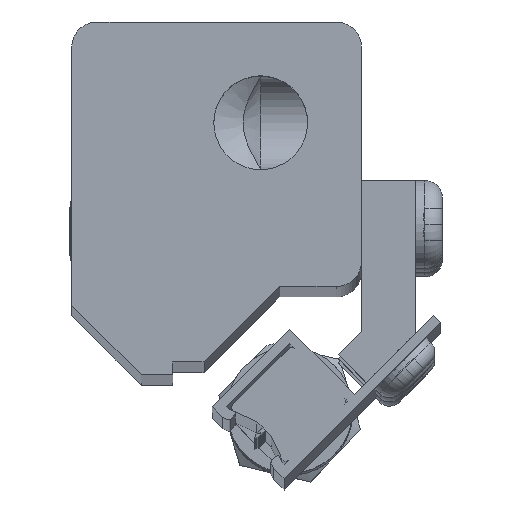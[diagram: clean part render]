
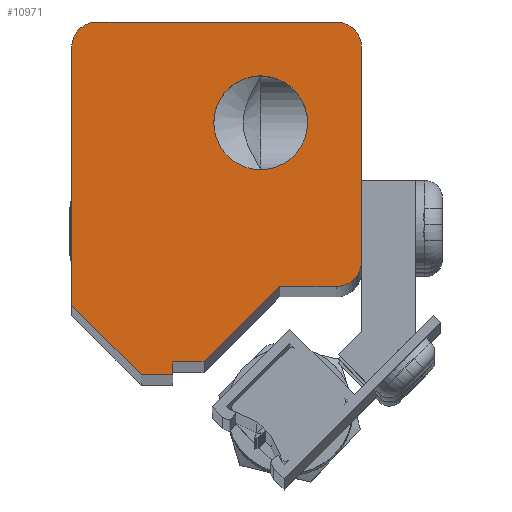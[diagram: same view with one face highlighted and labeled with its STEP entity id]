
A CAD part, top view. The second image highlights one B-rep face of the part: STEP entity #10971.
In plain terms, the highlighted planar face has unit normal (0, 0, 1).
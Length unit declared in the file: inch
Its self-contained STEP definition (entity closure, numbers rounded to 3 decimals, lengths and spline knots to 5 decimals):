
#674=FACE_BOUND('',#1862,.T.);
#1107=FACE_OUTER_BOUND('',#1861,.T.);
#1861=EDGE_LOOP('',(#8177,#8178,#8179,#8180,#8181,#8182,#8183,#8184,#8185,
#8186,#8187,#8188));
#1862=EDGE_LOOP('',(#8189));
#2490=CIRCLE('',#11950,0.125);
#2491=CIRCLE('',#11951,0.125);
#2492=CIRCLE('',#11952,0.125);
#2493=CIRCLE('',#11953,0.233);
#3142=LINE('',#17691,#3864);
#3143=LINE('',#17693,#3865);
#3144=LINE('',#17697,#3866);
#3145=LINE('',#17701,#3867);
#3146=LINE('',#17705,#3868);
#3147=LINE('',#17707,#3869);
#3148=LINE('',#17709,#3870);
#3149=LINE('',#17711,#3871);
#3150=LINE('',#17712,#3872);
#3864=VECTOR('',#14197,0.3937);
#3865=VECTOR('',#14198,0.3937);
#3866=VECTOR('',#14201,0.3937);
#3867=VECTOR('',#14204,0.3937);
#3868=VECTOR('',#14207,0.3937);
#3869=VECTOR('',#14208,0.3937);
#3870=VECTOR('',#14209,0.3937);
#3871=VECTOR('',#14210,0.3937);
#3872=VECTOR('',#14211,0.3937);
#4703=VERTEX_POINT('',#17689);
#4704=VERTEX_POINT('',#17690);
#4705=VERTEX_POINT('',#17692);
#4706=VERTEX_POINT('',#17694);
#4707=VERTEX_POINT('',#17696);
#4708=VERTEX_POINT('',#17698);
#4709=VERTEX_POINT('',#17700);
#4710=VERTEX_POINT('',#17702);
#4711=VERTEX_POINT('',#17704);
#4712=VERTEX_POINT('',#17706);
#4713=VERTEX_POINT('',#17708);
#4714=VERTEX_POINT('',#17710);
#4715=VERTEX_POINT('',#17713);
#5950=EDGE_CURVE('',#4703,#4704,#3142,.T.);
#5951=EDGE_CURVE('',#4705,#4703,#3143,.T.);
#5952=EDGE_CURVE('',#4706,#4705,#2490,.T.);
#5953=EDGE_CURVE('',#4707,#4706,#3144,.T.);
#5954=EDGE_CURVE('',#4708,#4707,#2491,.T.);
#5955=EDGE_CURVE('',#4709,#4708,#3145,.T.);
#5956=EDGE_CURVE('',#4710,#4709,#2492,.T.);
#5957=EDGE_CURVE('',#4711,#4710,#3146,.T.);
#5958=EDGE_CURVE('',#4712,#4711,#3147,.T.);
#5959=EDGE_CURVE('',#4713,#4712,#3148,.T.);
#5960=EDGE_CURVE('',#4714,#4713,#3149,.T.);
#5961=EDGE_CURVE('',#4704,#4714,#3150,.T.);
#5962=EDGE_CURVE('',#4715,#4715,#2493,.T.);
#8177=ORIENTED_EDGE('',*,*,#5950,.F.);
#8178=ORIENTED_EDGE('',*,*,#5951,.F.);
#8179=ORIENTED_EDGE('',*,*,#5952,.F.);
#8180=ORIENTED_EDGE('',*,*,#5953,.F.);
#8181=ORIENTED_EDGE('',*,*,#5954,.F.);
#8182=ORIENTED_EDGE('',*,*,#5955,.F.);
#8183=ORIENTED_EDGE('',*,*,#5956,.F.);
#8184=ORIENTED_EDGE('',*,*,#5957,.F.);
#8185=ORIENTED_EDGE('',*,*,#5958,.F.);
#8186=ORIENTED_EDGE('',*,*,#5959,.F.);
#8187=ORIENTED_EDGE('',*,*,#5960,.F.);
#8188=ORIENTED_EDGE('',*,*,#5961,.F.);
#8189=ORIENTED_EDGE('',*,*,#5962,.T.);
#9799=PLANE('',#11949);
#10971=ADVANCED_FACE('',(#1107,#674),#9799,.T.);
#11949=AXIS2_PLACEMENT_3D('',#17688,#14195,#14196);
#11950=AXIS2_PLACEMENT_3D('',#17695,#14199,#14200);
#11951=AXIS2_PLACEMENT_3D('',#17699,#14202,#14203);
#11952=AXIS2_PLACEMENT_3D('',#17703,#14205,#14206);
#11953=AXIS2_PLACEMENT_3D('',#17714,#14212,#14213);
#14195=DIRECTION('center_axis',(0.,0.,
1.));
#14196=DIRECTION('ref_axis',(1.,0.,0.));
#14197=DIRECTION('',(-0.707,-0.707,0.));
#14198=DIRECTION('',(-1.,0.,0.));
#14199=DIRECTION('center_axis',(0.,0.,
-1.));
#14200=DIRECTION('ref_axis',(0.,-1.,0.));
#14201=DIRECTION('',(0.,-1.,0.));
#14202=DIRECTION('center_axis',(0.,0.,
-1.));
#14203=DIRECTION('ref_axis',(1.,0.,0.));
#14204=DIRECTION('',(1.,0.,0.));
#14205=DIRECTION('center_axis',(0.,0.,
-1.));
#14206=DIRECTION('ref_axis',(0.,-1.,0.));
#14207=DIRECTION('',(0.,1.,0.));
#14208=DIRECTION('',(-0.707,0.707,0.));
#14209=DIRECTION('',(-1.,0.,0.));
#14210=DIRECTION('',(0.,-1.,0.));
#14211=DIRECTION('',(-1.,0.,0.));
#14212=DIRECTION('center_axis',(0.,0.,
-1.));
#14213=DIRECTION('ref_axis',(1.,0.,0.));
#17688=CARTESIAN_POINT('Origin',(-0.25537,0.28447,15.1875));
#17689=CARTESIAN_POINT('',(-0.14242,-0.2547,15.1875));
#17690=CARTESIAN_POINT('',(-0.51742,-0.6297,15.1875));
#17691=CARTESIAN_POINT('',(-0.51742,-0.6297,15.1875));
#17692=CARTESIAN_POINT('',(0.13883,-0.2547,15.1875));
#17693=CARTESIAN_POINT('',(-0.14242,-0.2547,15.1875));
#17694=CARTESIAN_POINT('',(0.26383,-0.1297,15.1875));
#17695=CARTESIAN_POINT('Origin',(0.13883,-0.1297,15.1875));
#17696=CARTESIAN_POINT('',(0.26383,0.9328,15.1875));
#17697=CARTESIAN_POINT('',(0.26383,-0.1297,15.1875));
#17698=CARTESIAN_POINT('',(0.13883,1.0578,15.1875));
#17699=CARTESIAN_POINT('Origin',(0.13883,0.9328,15.1875));
#17700=CARTESIAN_POINT('',(-1.04867,1.0578,15.1875));
#17701=CARTESIAN_POINT('',(-1.04867,1.0578,15.1875));
#17702=CARTESIAN_POINT('',(-1.17367,0.9328,15.1875));
#17703=CARTESIAN_POINT('Origin',(-1.04867,0.9328,15.1875));
#17704=CARTESIAN_POINT('',(-1.17367,-0.3482,15.1875));
#17705=CARTESIAN_POINT('',(-1.17367,-0.3482,15.1875));
#17706=CARTESIAN_POINT('',(-0.82967,-0.6922,15.1875));
#17707=CARTESIAN_POINT('',(-0.82967,-0.6922,15.1875));
#17708=CARTESIAN_POINT('',(-0.67367,-0.6922,15.1875));
#17709=CARTESIAN_POINT('',(-0.67367,-0.6922,15.1875));
#17710=CARTESIAN_POINT('',(-0.67367,-0.6297,15.1875));
#17711=CARTESIAN_POINT('',(-0.67367,1.0578,15.1875));
#17712=CARTESIAN_POINT('',(-0.67367,-0.6297,15.1875));
#17713=CARTESIAN_POINT('',(-0.46917,0.5578,15.1875));
#17714=CARTESIAN_POINT('Origin',(-0.23617,0.5578,15.1875));
